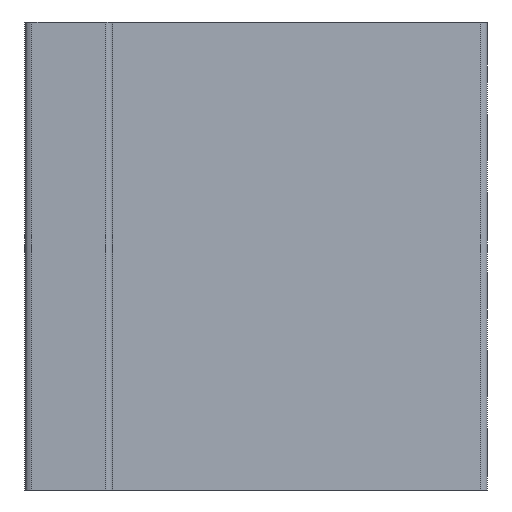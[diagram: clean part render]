
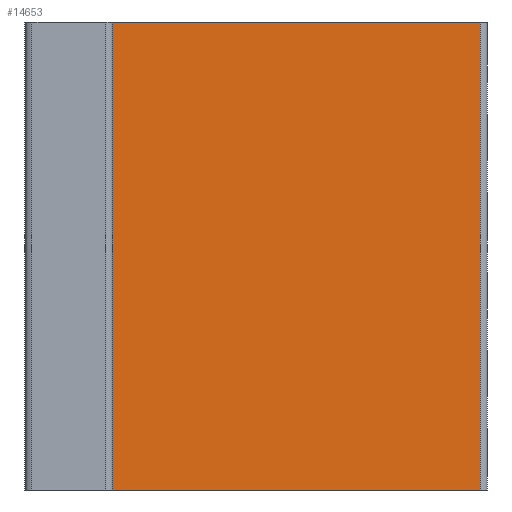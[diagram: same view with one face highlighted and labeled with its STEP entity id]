
A CAD part, left-side view. The second image highlights one B-rep face of the part: STEP entity #14653.
In plain terms, the highlighted planar face has unit normal (-0.999, -0.035, 0).
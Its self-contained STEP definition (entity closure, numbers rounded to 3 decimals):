
#32 = PLANE('',#33);
#33 = AXIS2_PLACEMENT_3D('',#34,#35,#36);
#34 = CARTESIAN_POINT('',(47.448,-40.454,-40.));
#35 = DIRECTION('',(0.,0.,1.));
#36 = DIRECTION('',(1.,0.,0.));
#427 = VERTEX_POINT('',#428);
#428 = CARTESIAN_POINT('',(37.04,-4.158,-40.));
#443 = CYLINDRICAL_SURFACE('',#444,1.2);
#444 = AXIS2_PLACEMENT_3D('',#445,#446,#447);
#445 = CARTESIAN_POINT('',(35.841,-4.2,-40.));
#446 = DIRECTION('',(0.,0.,1.));
#447 = DIRECTION('',(0.999,0.035,0.));
#455 = EDGE_CURVE('',#456,#427,#458,.T.);
#456 = VERTEX_POINT('',#457);
#457 = CARTESIAN_POINT('',(39.614,-77.842,-40.));
#458 = SURFACE_CURVE('',#459,(#463,#470),.PCURVE_S1.);
#459 = LINE('',#460,#461);
#460 = CARTESIAN_POINT('',(39.654,-79.,-40.));
#461 = VECTOR('',#462,1.);
#462 = DIRECTION('',(-0.035,0.999,0.));
#463 = PCURVE('',#32,#464);
#464 = DEFINITIONAL_REPRESENTATION('',(#465),#469);
#465 = LINE('',#466,#467);
#466 = CARTESIAN_POINT('',(-7.794,-38.546));
#467 = VECTOR('',#468,1.);
#468 = DIRECTION('',(-0.035,0.999));
#469 = ( GEOMETRIC_REPRESENTATION_CONTEXT(2) 
PARAMETRIC_REPRESENTATION_CONTEXT() REPRESENTATION_CONTEXT('2D SPACE',''
  ) );
#470 = PCURVE('',#471,#476);
#471 = PLANE('',#472);
#472 = AXIS2_PLACEMENT_3D('',#473,#474,#475);
#473 = CARTESIAN_POINT('',(39.654,-79.,-40.));
#474 = DIRECTION('',(-0.999,-0.035,0.));
#475 = DIRECTION('',(-0.035,0.999,0.));
#476 = DEFINITIONAL_REPRESENTATION('',(#477),#481);
#477 = LINE('',#478,#479);
#478 = CARTESIAN_POINT('',(0.,0.));
#479 = VECTOR('',#480,1.);
#480 = DIRECTION('',(1.,0.));
#481 = ( GEOMETRIC_REPRESENTATION_CONTEXT(2) 
PARAMETRIC_REPRESENTATION_CONTEXT() REPRESENTATION_CONTEXT('2D SPACE',''
  ) );
#504 = CYLINDRICAL_SURFACE('',#505,1.2);
#505 = AXIS2_PLACEMENT_3D('',#506,#507,#508);
#506 = CARTESIAN_POINT('',(40.813,-77.8,-40.));
#507 = DIRECTION('',(0.,0.,1.));
#508 = DIRECTION('',(0.,-1.,0.));
#1524 = PLANE('',#1525);
#1525 = AXIS2_PLACEMENT_3D('',#1526,#1527,#1528);
#1526 = CARTESIAN_POINT('',(47.448,-40.454,40.));
#1527 = DIRECTION('',(0.,0.,1.));
#1528 = DIRECTION('',(1.,0.,0.));
#14554 = EDGE_CURVE('',#456,#14555,#14557,.T.);
#14555 = VERTEX_POINT('',#14556);
#14556 = CARTESIAN_POINT('',(39.614,-77.842,40.));
#14557 = SURFACE_CURVE('',#14558,(#14562,#14569),.PCURVE_S1.);
#14558 = LINE('',#14559,#14560);
#14559 = CARTESIAN_POINT('',(39.614,-77.842,-40.));
#14560 = VECTOR('',#14561,1.);
#14561 = DIRECTION('',(0.,0.,1.));
#14562 = PCURVE('',#504,#14563);
#14563 = DEFINITIONAL_REPRESENTATION('',(#14564),#14568);
#14564 = LINE('',#14565,#14566);
#14565 = CARTESIAN_POINT('',(-1.536,0.));
#14566 = VECTOR('',#14567,1.);
#14567 = DIRECTION('',(-0.,1.));
#14568 = ( GEOMETRIC_REPRESENTATION_CONTEXT(2) 
PARAMETRIC_REPRESENTATION_CONTEXT() REPRESENTATION_CONTEXT('2D SPACE',''
  ) );
#14569 = PCURVE('',#471,#14570);
#14570 = DEFINITIONAL_REPRESENTATION('',(#14571),#14575);
#14571 = LINE('',#14572,#14573);
#14572 = CARTESIAN_POINT('',(1.159,0.));
#14573 = VECTOR('',#14574,1.);
#14574 = DIRECTION('',(0.,-1.));
#14575 = ( GEOMETRIC_REPRESENTATION_CONTEXT(2) 
PARAMETRIC_REPRESENTATION_CONTEXT() REPRESENTATION_CONTEXT('2D SPACE',''
  ) );
#14653 = ADVANCED_FACE('',(#14654),#471,.T.);
#14654 = FACE_BOUND('',#14655,.T.);
#14655 = EDGE_LOOP('',(#14656,#14657,#14658,#14681));
#14656 = ORIENTED_EDGE('',*,*,#455,.F.);
#14657 = ORIENTED_EDGE('',*,*,#14554,.T.);
#14658 = ORIENTED_EDGE('',*,*,#14659,.T.);
#14659 = EDGE_CURVE('',#14555,#14660,#14662,.T.);
#14660 = VERTEX_POINT('',#14661);
#14661 = CARTESIAN_POINT('',(37.04,-4.158,40.));
#14662 = SURFACE_CURVE('',#14663,(#14667,#14674),.PCURVE_S1.);
#14663 = LINE('',#14664,#14665);
#14664 = CARTESIAN_POINT('',(39.654,-79.,40.));
#14665 = VECTOR('',#14666,1.);
#14666 = DIRECTION('',(-0.035,0.999,0.));
#14667 = PCURVE('',#471,#14668);
#14668 = DEFINITIONAL_REPRESENTATION('',(#14669),#14673);
#14669 = LINE('',#14670,#14671);
#14670 = CARTESIAN_POINT('',(0.,-80.));
#14671 = VECTOR('',#14672,1.);
#14672 = DIRECTION('',(1.,0.));
#14673 = ( GEOMETRIC_REPRESENTATION_CONTEXT(2) 
PARAMETRIC_REPRESENTATION_CONTEXT() REPRESENTATION_CONTEXT('2D SPACE',''
  ) );
#14674 = PCURVE('',#1524,#14675);
#14675 = DEFINITIONAL_REPRESENTATION('',(#14676),#14680);
#14676 = LINE('',#14677,#14678);
#14677 = CARTESIAN_POINT('',(-7.794,-38.546));
#14678 = VECTOR('',#14679,1.);
#14679 = DIRECTION('',(-0.035,0.999));
#14680 = ( GEOMETRIC_REPRESENTATION_CONTEXT(2) 
PARAMETRIC_REPRESENTATION_CONTEXT() REPRESENTATION_CONTEXT('2D SPACE',''
  ) );
#14681 = ORIENTED_EDGE('',*,*,#14682,.F.);
#14682 = EDGE_CURVE('',#427,#14660,#14683,.T.);
#14683 = SURFACE_CURVE('',#14684,(#14688,#14695),.PCURVE_S1.);
#14684 = LINE('',#14685,#14686);
#14685 = CARTESIAN_POINT('',(37.04,-4.158,-40.));
#14686 = VECTOR('',#14687,1.);
#14687 = DIRECTION('',(0.,0.,1.));
#14688 = PCURVE('',#471,#14689);
#14689 = DEFINITIONAL_REPRESENTATION('',(#14690),#14694);
#14690 = LINE('',#14691,#14692);
#14691 = CARTESIAN_POINT('',(74.887,0.));
#14692 = VECTOR('',#14693,1.);
#14693 = DIRECTION('',(0.,-1.));
#14694 = ( GEOMETRIC_REPRESENTATION_CONTEXT(2) 
PARAMETRIC_REPRESENTATION_CONTEXT() REPRESENTATION_CONTEXT('2D SPACE',''
  ) );
#14695 = PCURVE('',#443,#14696);
#14696 = DEFINITIONAL_REPRESENTATION('',(#14697),#14701);
#14697 = LINE('',#14698,#14699);
#14698 = CARTESIAN_POINT('',(0.,0.));
#14699 = VECTOR('',#14700,1.);
#14700 = DIRECTION('',(0.,1.));
#14701 = ( GEOMETRIC_REPRESENTATION_CONTEXT(2) 
PARAMETRIC_REPRESENTATION_CONTEXT() REPRESENTATION_CONTEXT('2D SPACE',''
  ) );
